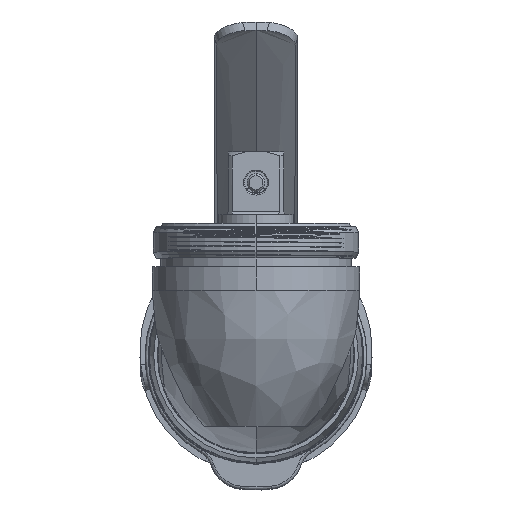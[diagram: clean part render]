
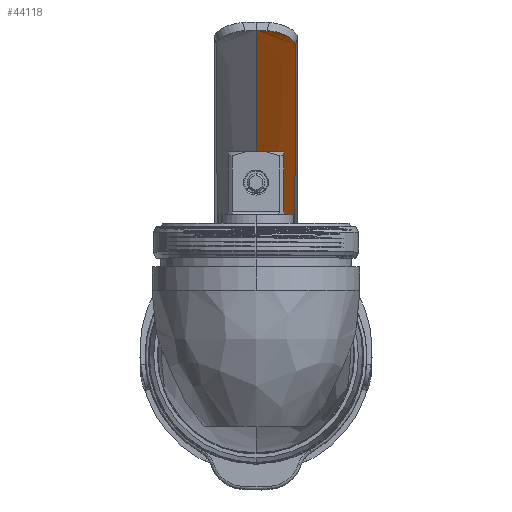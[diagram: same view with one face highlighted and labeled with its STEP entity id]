
A CAD part, top view. The second image highlights one B-rep face of the part: STEP entity #44118.
In plain terms, the highlighted conical face has half-angle 5 degrees and reference radius 22.769 mm.
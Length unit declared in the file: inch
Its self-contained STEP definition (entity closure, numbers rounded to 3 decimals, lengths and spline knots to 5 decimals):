
#18009=CARTESIAN_POINT('',(0.2689,2.10936,
4.62394));
#18082=CARTESIAN_POINT('',(0.,1.18198,5.07264));
#18083=DIRECTION('',(0.,0.259,0.966));
#18084=DIRECTION('',(0.071,0.964,-0.258));
#18085=AXIS2_PLACEMENT_3D('',#18082,#18083,#18084);
#18092=CARTESIAN_POINT('',(0.2689,2.10936,
4.62394));
#18093=CARTESIAN_POINT('',(0.26891,2.11083,
4.62795));
#18094=CARTESIAN_POINT('',(0.26865,2.11384,
4.63595));
#18095=CARTESIAN_POINT('',(0.26745,2.11856,
4.64789));
#18096=CARTESIAN_POINT('',(0.26544,2.12344,
4.65964));
#18097=CARTESIAN_POINT('',(0.26262,2.12846,
4.67119));
#18098=CARTESIAN_POINT('',(0.25899,2.1336,
4.6825));
#18099=CARTESIAN_POINT('',(0.2546,2.1388,
4.69347));
#18100=CARTESIAN_POINT('',(0.24943,2.14404,
4.70407));
#18101=CARTESIAN_POINT('',(0.24352,2.1493,
4.71429));
#18102=CARTESIAN_POINT('',(0.2369,2.15451,
4.72403));
#18103=CARTESIAN_POINT('',(0.22958,2.15966,
4.7333));
#18104=CARTESIAN_POINT('',(0.2216,2.16472,
4.74206));
#18105=CARTESIAN_POINT('',(0.21301,2.16963,
4.75024));
#18106=CARTESIAN_POINT('',(0.20382,2.17437,
4.75786));
#18107=CARTESIAN_POINT('',(0.19406,2.17892,
4.76488));
#18108=CARTESIAN_POINT('',(0.18382,2.18322,
4.77125));
#18109=CARTESIAN_POINT('',(0.17308,2.18726,
4.77699));
#18110=CARTESIAN_POINT('',(0.1619,2.19101,
4.78208));
#18111=CARTESIAN_POINT('',(0.15036,2.19443,
4.78647));
#18112=CARTESIAN_POINT('',(0.13843,2.19753,
4.79019));
#18113=CARTESIAN_POINT('',(0.12619,2.20026,
4.79321));
#18114=CARTESIAN_POINT('',(0.11372,2.2026,
4.79551));
#18115=CARTESIAN_POINT('',(0.101,2.20454,
4.79709));
#18116=CARTESIAN_POINT('',(0.08808,2.20608,
4.79796));
#18117=CARTESIAN_POINT('',(0.07941,2.20682,
4.79804));
#18118=CARTESIAN_POINT('',(0.07506,2.20712,
4.79796));
#18120=CARTESIAN_POINT('',(0.2628,0.84745,
1.19739));
#18121=CARTESIAN_POINT('',(0.26292,0.86464,
1.24384));
#18122=CARTESIAN_POINT('',(0.26315,0.89922,
1.33731));
#18123=CARTESIAN_POINT('',(0.26348,0.9517,
1.47924));
#18124=CARTESIAN_POINT('',(0.26381,1.00478,
1.62288));
#18125=CARTESIAN_POINT('',(0.26414,1.05846,
1.7682));
#18126=CARTESIAN_POINT('',(0.26446,1.11273,
1.9152));
#18127=CARTESIAN_POINT('',(0.26477,1.16759,
2.06385));
#18128=CARTESIAN_POINT('',(0.26507,1.22303,
2.21415));
#18129=CARTESIAN_POINT('',(0.26537,1.27898,
2.36592));
#18130=CARTESIAN_POINT('',(0.26566,1.33542,
2.51903));
#18131=CARTESIAN_POINT('',(0.26594,1.39228,
2.67336));
#18132=CARTESIAN_POINT('',(0.26622,1.44953,
2.82883));
#18133=CARTESIAN_POINT('',(0.26649,1.50714,
2.98531));
#18134=CARTESIAN_POINT('',(0.26676,1.56511,
3.14283));
#18135=CARTESIAN_POINT('',(0.26702,1.62348,
3.30148));
#18136=CARTESIAN_POINT('',(0.26727,1.68227,
3.46133));
#18137=CARTESIAN_POINT('',(0.26752,1.74153,
3.62253));
#18138=CARTESIAN_POINT('',(0.26776,1.80133,
3.78522));
#18139=CARTESIAN_POINT('',(0.268,1.86171,
3.94953));
#18140=CARTESIAN_POINT('',(0.26823,1.92267,
4.11548));
#18141=CARTESIAN_POINT('',(0.26846,1.98424,
4.28312));
#18142=CARTESIAN_POINT('',(0.26868,2.04642,
4.45249));
#18143=CARTESIAN_POINT('',(0.26883,2.08831,
4.56659));
#18144=CARTESIAN_POINT('',(0.2689,2.10936,
4.62394));
#18146=CARTESIAN_POINT('',(0.,0.19076,1.37335));
#18147=DIRECTION('',(0.,0.259,0.966));
#18148=DIRECTION('',(0.361,0.901,-0.241));
#18149=AXIS2_PLACEMENT_3D('',#18146,#18147,#18148);
#18179=DIRECTION('',(0.,0.342,0.94));
#18180=VECTOR('',#18179,3.84442);
#18181=CARTESIAN_POINT('',(0.,0.89481,1.18471));
#18182=LINE('',#18181,#18180);
#32074=CARTESIAN_POINT('',(0.,0.89481,1.18471));
#32076=VERTEX_POINT('',#32074);
#32077=CARTESIAN_POINT('',(0.,2.20968,4.79728));
#32078=VERTEX_POINT('',#32077);
#32081=CARTESIAN_POINT('',(0.2628,0.84745,
1.19739));
#32083=VERTEX_POINT('',#32081);
#32087=VERTEX_POINT('',#18009);
#32088=VERTEX_POINT('',#18118);
#44105=CARTESIAN_POINT('',(0.,0.68637,3.223));
#44106=DIRECTION('',(0.,0.259,0.966));
#44107=DIRECTION('',(-0.361,-0.901,0.241));
#44108=AXIS2_PLACEMENT_3D('',#44105,#44106,#44107);
#44109=CONICAL_SURFACE('',#44108,0.89641,5.);
#44110=ORIENTED_EDGE('',*,*,#44068,.F.);
#44111=ORIENTED_EDGE('',*,*,#44035,.F.);
#44112=ORIENTED_EDGE('',*,*,#43981,.T.);
#44114=ORIENTED_EDGE('',*,*,#44113,.T.);
#44115=ORIENTED_EDGE('',*,*,#44097,.F.);
#44116=EDGE_LOOP('',(#44110,#44111,#44112,#44114,#44115));
#44117=FACE_OUTER_BOUND('',#44116,.F.);
#44118=ADVANCED_FACE('',(#44117),#44109,.F.);
#18086=CIRCLE('',#18085,1.06395);
#18119=B_SPLINE_CURVE_WITH_KNOTS('',3,(#18092,#18093,#18094,#18095,#18096,
#18097,#18098,#18099,#18100,#18101,#18102,#18103,#18104,#18105,#18106,#18107,
#18108,#18109,#18110,#18111,#18112,#18113,#18114,#18115,#18116,#18117,#18118),
.UNSPECIFIED.,.F.,.F.,(4,1,1,1,1,1,1,1,1,1,1,1,1,1,1,1,1,1,1,1,1,1,1,1,4),(0.,
0.04167,0.08333,0.125,0.16667,0.20833,
0.25,0.29167,0.33333,0.375,0.41667,
0.45833,0.5,0.54167,0.58333,0.625,
0.66667,0.70833,0.75,0.79167,0.83333,
0.875,0.91667,0.95833,1.),.UNSPECIFIED.);
#18145=B_SPLINE_CURVE_WITH_KNOTS('',3,(#18120,#18121,#18122,#18123,#18124,
#18125,#18126,#18127,#18128,#18129,#18130,#18131,#18132,#18133,#18134,#18135,
#18136,#18137,#18138,#18139,#18140,#18141,#18142,#18143,#18144),.UNSPECIFIED.,
.F.,.F.,(4,1,1,1,1,1,1,1,1,1,1,1,1,1,1,1,1,1,1,1,1,1,4),(0.,0.04545,
0.09091,0.13636,0.18182,0.22727,
0.27273,0.31818,0.36364,0.40909,
0.45455,0.5,0.54545,0.59091,0.63636,
0.68182,0.72727,0.77273,0.81818,
0.86364,0.90909,0.95455,1.),.UNSPECIFIED.);
#18150=CIRCLE('',#18149,0.72888);
#43981=EDGE_CURVE('',#32083,#32076,#18150,.T.);
#44035=EDGE_CURVE('',#32083,#32087,#18145,.T.);
#44068=EDGE_CURVE('',#32087,#32088,#18119,.T.);
#44097=EDGE_CURVE('',#32088,#32078,#18086,.T.);
#44113=EDGE_CURVE('',#32076,#32078,#18182,.T.);
